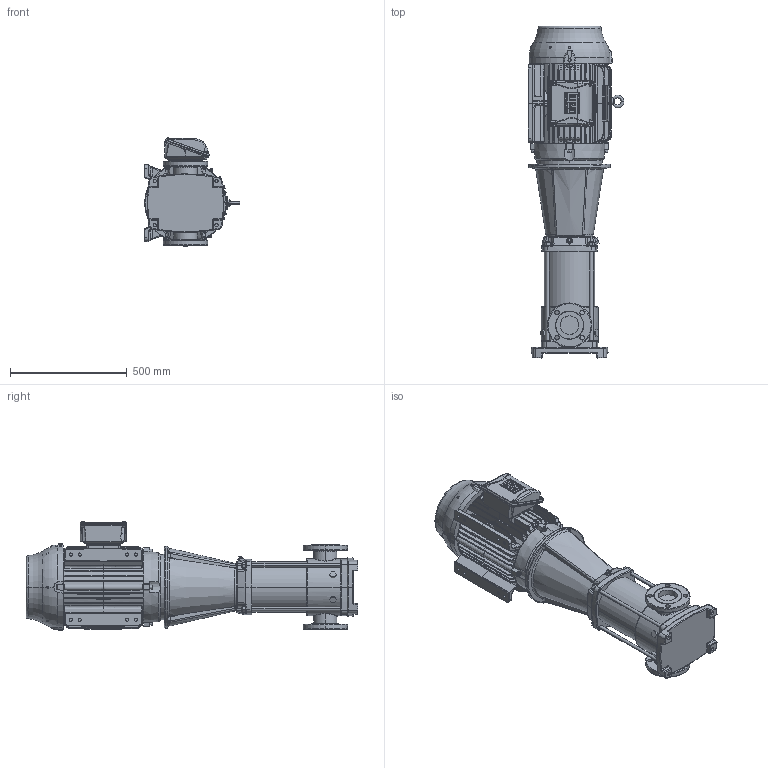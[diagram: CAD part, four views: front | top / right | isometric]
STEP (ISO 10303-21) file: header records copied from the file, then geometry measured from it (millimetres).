
FILE_DESCRIPTION (( 'STEP AP203' ), '1' );
FILE_NAME ('3350119 - MVI-225-3_1-25 HP-284TSC-304-E-575~3.step', '2022-03-31T14:51:38', ( '' ), ( '' ), 'SwSTEP 2.0', 'SolidWorks 2021', '' );
FILE_SCHEMA (( 'CONFIG_CONTROL_DESIGN' ));
Products named in the file (5): 2700105 - NEMA V2 25 HP 284_6TSC 575~3 TEFC W; TEFC MOTOR_2700105 - NEMA V2 25 HP 284_6TSC 575~3 TEFC W; 3350119 - MVI-225-3_1-25 HP-284TSC-304-E-575~3; MVI PEO - [304-EPDM]_3304119 - MVI-225-3_1-25 HP-284TSC-304-E-S; sbi_n_45-3_1_flange(NEMA)
Assembly tree (4 placements, depth 3):
  3350119 - MVI-225-3_1-25 HP-284TSC-304-E-575~3
    MVI PEO - [304-EPDM]_3304119 - MVI-225-3_1-25 HP-284TSC-304-E-S
      sbi_n_45-3_1_flange(NEMA)
    TEFC MOTOR_2700105 - NEMA V2 25 HP 284_6TSC 575~3 TEFC W
      2700105 - NEMA V2 25 HP 284_6TSC 575~3 TEFC W
Bounding box: 410.79 x 1422.1 x 466.9 mm (x, y, z)
Volume: 91117427.7 mm3; surface area: 3351530.8 mm2
Topology: 20 solids, 29 shells, 3287 faces, 8268 edges, 5124 vertices
Faces by surface type: plane 997, cylinder 988, bspline 975, cone 256, torus 53, sphere 18
Entity records: 168665 total; most frequent: CARTESIAN_POINT 98732, ORIENTED_EDGE 16454, DIRECTION 11969, EDGE_CURVE 8227, VERTEX_POINT 5121, AXIS2_PLACEMENT_3D 4711, EDGE_LOOP 3472, FACE_OUTER_BOUND 3287
